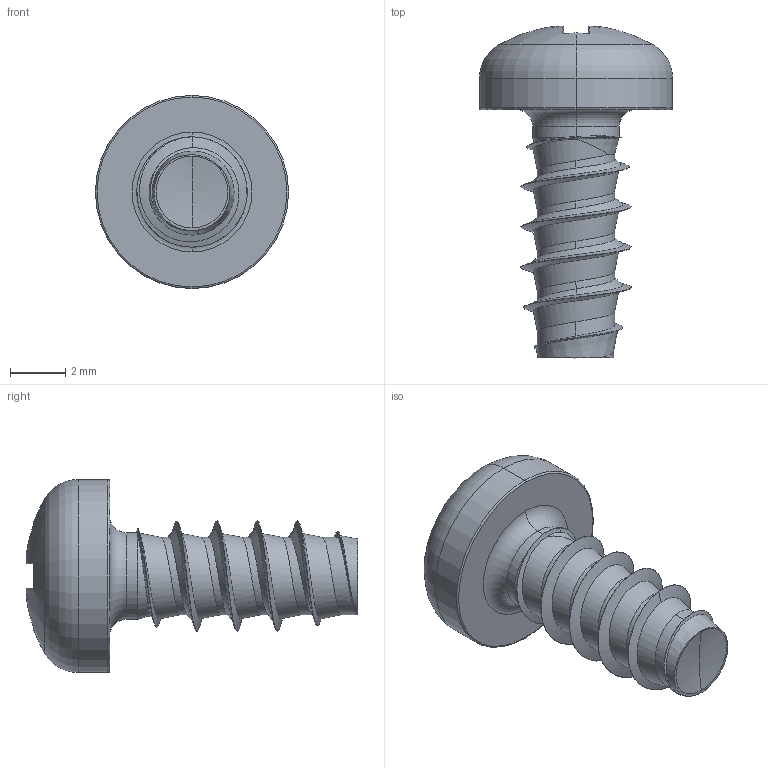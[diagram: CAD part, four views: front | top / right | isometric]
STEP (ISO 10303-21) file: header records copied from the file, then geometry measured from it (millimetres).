
FILE_DESCRIPTION (( 'STEP AP203' ), '1' );
FILE_NAME ('STP220400090.STEP', '2017-08-15T03:02:37', ( '' ), ( '' ), 'SwSTEP 2.0', 'SolidWorks 2015', '' );
FILE_SCHEMA (( 'CONFIG_CONTROL_DESIGN' ));
Length unit declared in the file: millimetre
Products named in the file (1): STP220400090
Bounding box: 7 x 12.03 x 7 mm (x, y, z)
Volume: 151.3 mm3; surface area: 255.2 mm2
Topology: 1 solids, 1 shells, 175 faces, 413 edges, 240 vertices
Faces by surface type: bspline 55, cylinder 36, plane 30, torus 28, sphere 20, cone 6
Entity records: 17324 total; most frequent: CARTESIAN_POINT 13679, ORIENTED_EDGE 822, DIRECTION 678, EDGE_CURVE 411, AXIS2_PLACEMENT_3D 300, VERTEX_POINT 240, CIRCLE 179, EDGE_LOOP 177
